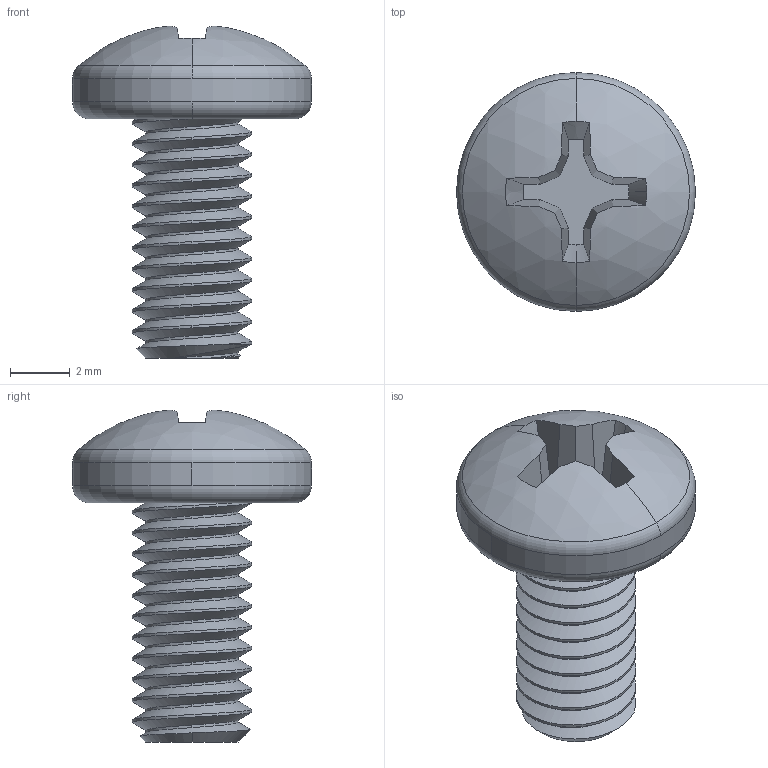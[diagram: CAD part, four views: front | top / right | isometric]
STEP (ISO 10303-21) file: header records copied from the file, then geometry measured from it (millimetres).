
FILE_DESCRIPTION (( 'STEP AP203' ), '1' );
FILE_NAME ('90116A205_316 Stainless Steel Pan Head Phillips Screws.STEP', '2021-09-09T15:29:18', ( 'Administrator' ), ( 'Managed by Terraform' ), 'SwSTEP 2.0', 'SolidWorks 2017', '' );
FILE_SCHEMA (( 'CONFIG_CONTROL_DESIGN' ));
Length unit declared in the file: millimetre
Products named in the file (1): 90116A205_316 Stainless Steel Pan Head Phillips Screws
Bounding box: 8 x 8 x 11.11 mm (x, y, z)
Volume: 183.2 mm3; surface area: 325.9 mm2
Topology: 1 solids, 1 shells, 96 faces, 274 edges, 181 vertices
Faces by surface type: cylinder 59, plane 19, cone 9, torus 4, bspline 3, sphere 2
Entity records: 4252 total; most frequent: CARTESIAN_POINT 2002, ORIENTED_EDGE 548, DIRECTION 386, EDGE_CURVE 274, VERTEX_POINT 181, AXIS2_PLACEMENT_3D 148, EDGE_LOOP 97, FACE_OUTER_BOUND 96
